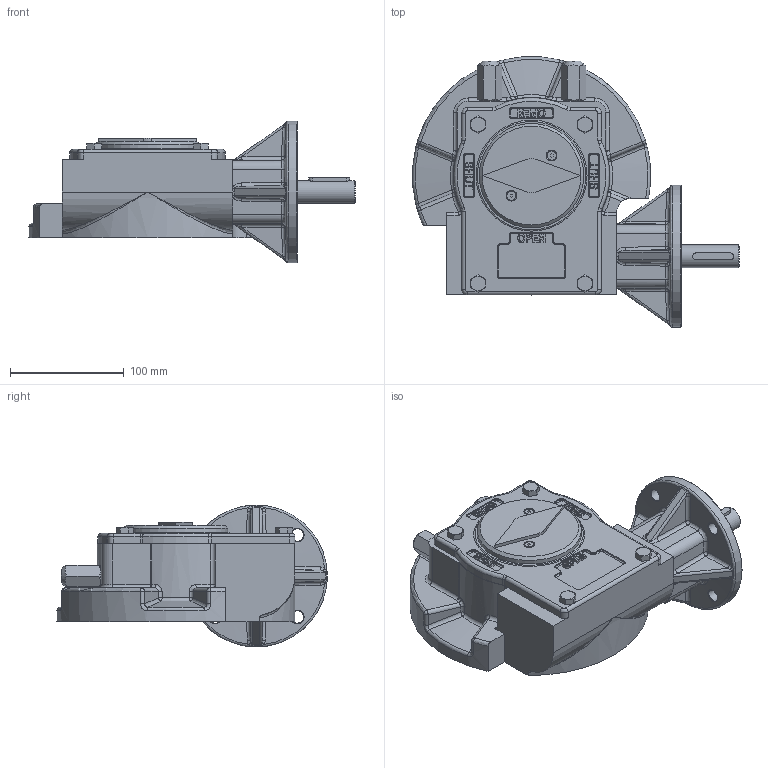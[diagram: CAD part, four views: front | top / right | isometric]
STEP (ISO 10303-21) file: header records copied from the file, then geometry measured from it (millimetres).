
FILE_DESCRIPTION(/* description */ ('Unknown'),/* implementation_level */ '2;1');
FILE_NAME(/* name */ 'AB550MLBW LH',/* time_stamp */ '2016-12-21T15:02:18+01:00',/* author */ ('Unknown'),/* organization */ ('Unknown'),/* preprocessor_version */ 'ST-DEVELOPER v16',/* originating_system */ 'DEX',/* authorisation */ $);
FILE_SCHEMA (('AUTOMOTIVE_DESIGN {1 0 10303 214 3 1 1}'));
Products named in the file (1): AB550MLBW LH
Bounding box: 287.66 x 238.36 x 125 mm (x, y, z)
Volume: 1897792.1 mm3; surface area: 294121.5 mm2
Topology: 2 solids, 28 shells, 1360 faces, 3352 edges, 2104 vertices
Faces by surface type: plane 563, cylinder 318, cone 155, bspline 145, torus 144, sphere 35
Full cylindrical faces by diameter (mm): 3.242 x4, 4 x2, 4.5 x2, 4.917 x8, 5.6 x2, 6 x4, 6.647 x8, 7 x4, 8 x12, 9 x4, 10 x4, 10.106 x2, 10.2 x2, 11 x4, 12 x4, 12.5 x2, 16 x3, 19.98 x1, 20 x1, 21 x1, 23 x2, 24 x1, 25 x2, 26 x4, 57.15 x2, 57.46 x1, 59 x2, 60 x2, 68 x1, 70 x1
Entity records: 62255 total; most frequent: CARTESIAN_POINT 23956, ORIENTED_EDGE 6022, DIRECTION 5406, EDGE_CURVE 3011, AXIS2_PLACEMENT_3D 2252, VERTEX_POINT 2005, FACE_BOUND 1696, EDGE_LOOP 1680
